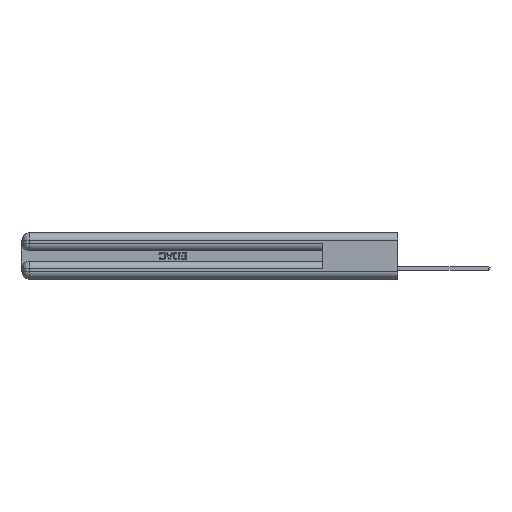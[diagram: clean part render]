
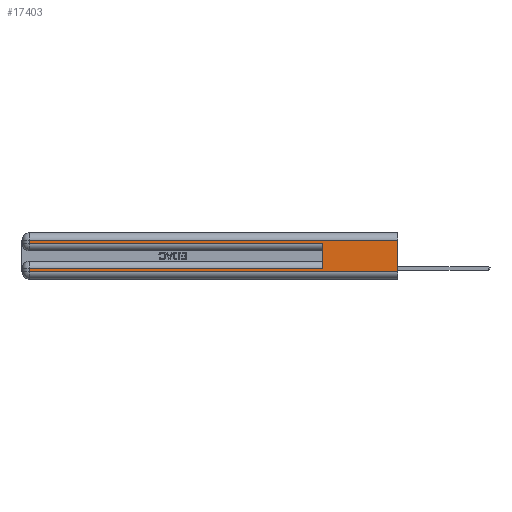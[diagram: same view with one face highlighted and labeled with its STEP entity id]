
A CAD part, left-side view. The second image highlights one B-rep face of the part: STEP entity #17403.
In plain terms, the highlighted planar face has unit normal (-1, 0, 0).
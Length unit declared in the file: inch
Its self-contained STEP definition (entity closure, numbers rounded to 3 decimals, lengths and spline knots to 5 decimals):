
#958 = ORIENTED_EDGE ( 'NONE', *, *, #47974, .T. ) ;
#1421 = CARTESIAN_POINT ( 'NONE',  ( 0., 0.6, 0.145 ) ) ;
#2409 = CARTESIAN_POINT ( 'NONE',  ( 0., 0., 0.085 ) ) ;
#3810 = DIRECTION ( 'NONE',  ( 0., 0., -1. ) ) ;
#3896 = PLANE ( 'NONE',  #23763 ) ;
#4782 = FACE_OUTER_BOUND ( 'NONE', #37572, .T. ) ;
#6002 = VECTOR ( 'NONE', #44298, 39.37008 ) ;
#6183 = VECTOR ( 'NONE', #10226, 39.37008 ) ;
#7011 = CARTESIAN_POINT ( 'NONE',  ( 0., 2.94, 0.31 ) ) ;
#7603 = DIRECTION ( 'NONE',  ( 0., 0., 1. ) ) ;
#9206 = VECTOR ( 'NONE', #48900, 39.37008 ) ;
#10226 = DIRECTION ( 'NONE',  ( 0., -1., 0. ) ) ;
#10941 = LINE ( 'NONE', #30951, #45351 ) ;
#11285 = CARTESIAN_POINT ( 'NONE',  ( 0., 2.94, 0.37 ) ) ;
#11848 = LINE ( 'NONE', #35335, #19469 ) ;
#12745 = VECTOR ( 'NONE', #7603, 39.37008 ) ;
#13984 = VERTEX_POINT ( 'NONE', #28242 ) ;
#14025 = EDGE_CURVE ( 'NONE', #24493, #46540, #10941, .T. ) ;
#15095 = CARTESIAN_POINT ( 'NONE',  ( 0., 2.94, 0.06 ) ) ;
#16895 = VECTOR ( 'NONE', #24129, 39.37008 ) ;
#16939 = LINE ( 'NONE', #23100, #6183 ) ;
#17403 = ADVANCED_FACE ( 'NONE', ( #4782 ), #3896, .F. ) ;
#18378 = CARTESIAN_POINT ( 'NONE',  ( 0., 2.94, 0.285 ) ) ;
#19397 = CARTESIAN_POINT ( 'NONE',  ( 0., 0., 0.31 ) ) ;
#19469 = VECTOR ( 'NONE', #27265, 39.37008 ) ;
#19540 = LINE ( 'NONE', #25065, #9206 ) ;
#20017 = EDGE_CURVE ( 'NONE', #48907, #13984, #29960, .T. ) ;
#20291 = VERTEX_POINT ( 'NONE', #18378 ) ;
#22461 = VERTEX_POINT ( 'NONE', #29072 ) ;
#23003 = EDGE_CURVE ( 'NONE', #41502, #22461, #16939, .T. ) ;
#23100 = CARTESIAN_POINT ( 'NONE',  ( 0., 0., 0.06 ) ) ;
#23649 = EDGE_CURVE ( 'NONE', #48907, #30207, #27852, .T. ) ;
#23763 = AXIS2_PLACEMENT_3D ( 'NONE', #32385, #44688, #48655 ) ;
#24129 = DIRECTION ( 'NONE',  ( 0., 1., 0. ) ) ;
#24493 = VERTEX_POINT ( 'NONE', #19397 ) ;
#25065 = CARTESIAN_POINT ( 'NONE',  ( 0., 0., 0.285 ) ) ;
#25078 = ORIENTED_EDGE ( 'NONE', *, *, #23649, .T. ) ;
#26299 = DIRECTION ( 'NONE',  ( 0., 1., 0. ) ) ;
#27233 = ORIENTED_EDGE ( 'NONE', *, *, #32073, .F. ) ;
#27265 = DIRECTION ( 'NONE',  ( 0., 0., -1. ) ) ;
#27852 = LINE ( 'NONE', #2409, #16895 ) ;
#28242 = CARTESIAN_POINT ( 'NONE',  ( 0., 0.6, 0.285 ) ) ;
#28312 = LINE ( 'NONE', #52317, #31553 ) ;
#29065 = CARTESIAN_POINT ( 'NONE',  ( 0., 0.6, 0.085 ) ) ;
#29072 = CARTESIAN_POINT ( 'NONE',  ( 0., 0., 0.06 ) ) ;
#29960 = LINE ( 'NONE', #1421, #12745 ) ;
#30207 = VERTEX_POINT ( 'NONE', #48583 ) ;
#30951 = CARTESIAN_POINT ( 'NONE',  ( 0., 0., 0.31 ) ) ;
#31553 = VECTOR ( 'NONE', #3810, 39.37008 ) ;
#32073 = EDGE_CURVE ( 'NONE', #24493, #22461, #28312, .T. ) ;
#32385 = CARTESIAN_POINT ( 'NONE',  ( 0., 0., 0.37 ) ) ;
#32813 = ORIENTED_EDGE ( 'NONE', *, *, #43167, .T. ) ;
#32819 = LINE ( 'NONE', #11285, #6002 ) ;
#35335 = CARTESIAN_POINT ( 'NONE',  ( 0., 2.94, 0.37 ) ) ;
#36401 = ORIENTED_EDGE ( 'NONE', *, *, #49264, .T. ) ;
#36428 = ORIENTED_EDGE ( 'NONE', *, *, #14025, .T. ) ;
#37572 = EDGE_LOOP ( 'NONE', ( #27233, #36428, #958, #32813, #42958, #25078, #36401, #49279 ) ) ;
#41502 = VERTEX_POINT ( 'NONE', #15095 ) ;
#42958 = ORIENTED_EDGE ( 'NONE', *, *, #20017, .F. ) ;
#43167 = EDGE_CURVE ( 'NONE', #20291, #13984, #19540, .T. ) ;
#44298 = DIRECTION ( 'NONE',  ( 0., 0., -1. ) ) ;
#44688 = DIRECTION ( 'NONE',  ( 1., 0., 0. ) ) ;
#45351 = VECTOR ( 'NONE', #26299, 39.37008 ) ;
#46540 = VERTEX_POINT ( 'NONE', #7011 ) ;
#47974 = EDGE_CURVE ( 'NONE', #46540, #20291, #11848, .T. ) ;
#48583 = CARTESIAN_POINT ( 'NONE',  ( 0., 2.94, 0.085 ) ) ;
#48655 = DIRECTION ( 'NONE',  ( 0., 0., -1. ) ) ;
#48900 = DIRECTION ( 'NONE',  ( 0., -1., 0. ) ) ;
#48907 = VERTEX_POINT ( 'NONE', #29065 ) ;
#49264 = EDGE_CURVE ( 'NONE', #30207, #41502, #32819, .T. ) ;
#49279 = ORIENTED_EDGE ( 'NONE', *, *, #23003, .T. ) ;
#52317 = CARTESIAN_POINT ( 'NONE',  ( 0., 0., 0.37 ) ) ;
